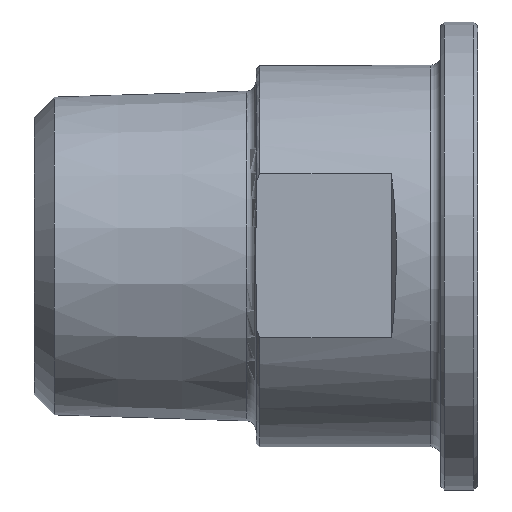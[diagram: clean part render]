
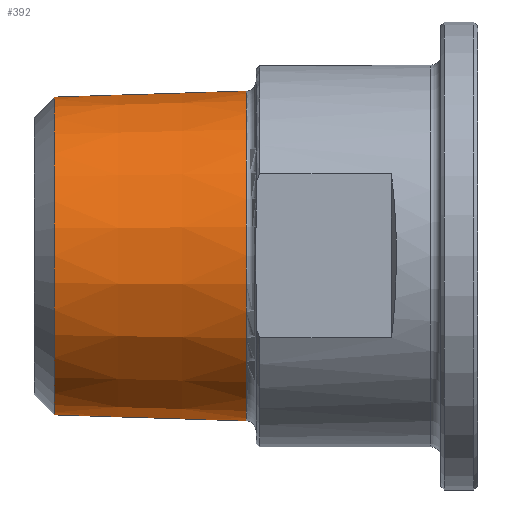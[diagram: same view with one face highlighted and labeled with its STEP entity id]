
A CAD part, top view. The second image highlights one B-rep face of the part: STEP entity #392.
In plain terms, the highlighted conical face has half-angle 1.8 degrees and reference radius 13.133 mm.
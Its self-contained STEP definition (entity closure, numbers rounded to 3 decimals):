
#25=CONICAL_SURFACE('',#464,13.133,0.031);
#33=CIRCLE('',#427,13.391);
#37=CIRCLE('',#431,13.391);
#54=CIRCLE('',#462,12.9);
#55=CIRCLE('',#463,12.9);
#87=FACE_OUTER_BOUND('',#112,.T.);
#112=EDGE_LOOP('',(#352,#353,#354,#355,#356,#357));
#132=LINE('',#736,#151);
#151=VECTOR('',#589,13.133);
#174=VERTEX_POINT('',#673);
#175=VERTEX_POINT('',#674);
#190=VERTEX_POINT('',#730);
#191=VERTEX_POINT('',#731);
#217=EDGE_CURVE('',#174,#175,#33,.T.);
#221=EDGE_CURVE('',#175,#174,#37,.T.);
#244=EDGE_CURVE('',#190,#191,#54,.T.);
#245=EDGE_CURVE('',#191,#190,#55,.T.);
#247=EDGE_CURVE('',#174,#191,#132,.T.);
#352=ORIENTED_EDGE('',*,*,#217,.F.);
#353=ORIENTED_EDGE('',*,*,#247,.T.);
#354=ORIENTED_EDGE('',*,*,#244,.F.);
#355=ORIENTED_EDGE('',*,*,#245,.F.);
#356=ORIENTED_EDGE('',*,*,#247,.F.);
#357=ORIENTED_EDGE('',*,*,#221,.F.);
#392=ADVANCED_FACE('',(#87),#25,.T.);
#427=AXIS2_PLACEMENT_3D('',#675,#506,#507);
#431=AXIS2_PLACEMENT_3D('',#679,#514,#515);
#462=AXIS2_PLACEMENT_3D('',#732,#582,#583);
#463=AXIS2_PLACEMENT_3D('',#733,#584,#585);
#464=AXIS2_PLACEMENT_3D('',#735,#587,#588);
#506=DIRECTION('center_axis',(1.,0.,0.));
#507=DIRECTION('ref_axis',(0.,-1.,0.));
#514=DIRECTION('center_axis',(1.,0.,0.));
#515=DIRECTION('ref_axis',(0.,-1.,0.));
#582=DIRECTION('center_axis',(-1.,0.,0.));
#583=DIRECTION('ref_axis',(0.,-1.,0.));
#584=DIRECTION('center_axis',(-1.,0.,0.));
#585=DIRECTION('ref_axis',(0.,-1.,0.));
#587=DIRECTION('center_axis',(1.,0.,0.));
#588=DIRECTION('ref_axis',(0.,1.,0.));
#589=DIRECTION('',(-1.,0.031,0.));
#673=CARTESIAN_POINT('',(-18.775,-13.391,0.));
#674=CARTESIAN_POINT('',(-18.775,0.,13.391));
#675=CARTESIAN_POINT('Origin',(-18.775,0.,0.));
#679=CARTESIAN_POINT('Origin',(-18.775,0.,0.));
#730=CARTESIAN_POINT('',(-34.401,12.9,0.));
#731=CARTESIAN_POINT('',(-34.401,-12.9,0.));
#732=CARTESIAN_POINT('Origin',(-34.401,0.,0.));
#733=CARTESIAN_POINT('Origin',(-34.401,0.,0.));
#735=CARTESIAN_POINT('Origin',(-27.,0.,0.));
#736=CARTESIAN_POINT('',(-27.,-13.133,0.));
